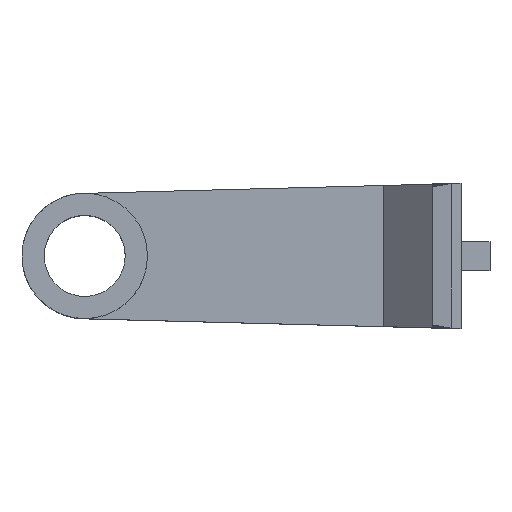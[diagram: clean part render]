
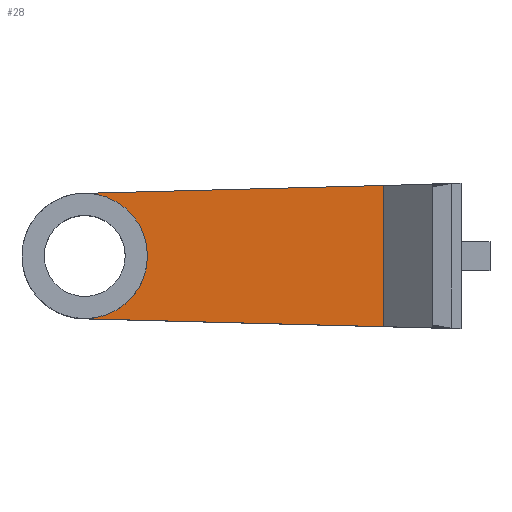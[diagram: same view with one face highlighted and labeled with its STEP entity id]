
A CAD part, top view. The second image highlights one B-rep face of the part: STEP entity #28.
In plain terms, the highlighted planar face has unit normal (0, 0, 1).
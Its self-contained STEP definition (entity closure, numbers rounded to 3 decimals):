
#28 = ADVANCED_FACE('',(#29),#43,.T.);
#29 = FACE_BOUND('',#30,.T.);
#30 = EDGE_LOOP('',(#31,#64,#92,#118,#147));
#31 = ORIENTED_EDGE('',*,*,#32,.F.);
#32 = EDGE_CURVE('',#33,#35,#37,.T.);
#33 = VERTEX_POINT('',#34);
#34 = CARTESIAN_POINT('',(31.,-7.316,5.5));
#35 = VERTEX_POINT('',#36);
#36 = CARTESIAN_POINT('',(0.01,-6.5,5.5));
#37 = SURFACE_CURVE('',#38,(#42,#53),.PCURVE_S1.);
#38 = LINE('',#39,#40);
#39 = CARTESIAN_POINT('',(5.455,-6.643,5.5));
#40 = VECTOR('',#41,1.);
#41 = DIRECTION('',(-1.,0.026,0.));
#42 = PCURVE('',#43,#48);
#43 = PLANE('',#44);
#44 = AXIS2_PLACEMENT_3D('',#45,#46,#47);
#45 = CARTESIAN_POINT('',(-9.,-15.,5.5));
#46 = DIRECTION('',(0.,0.,1.));
#47 = DIRECTION('',(1.,0.,0.));
#48 = DEFINITIONAL_REPRESENTATION('',(#49),#52);
#49 = B_SPLINE_CURVE_WITH_KNOTS('',1,(#50,#51),.UNSPECIFIED.,.F.,.F.,(2,
    2),(-35.057,9.645),.PIECEWISE_BEZIER_KNOTS.);
#50 = CARTESIAN_POINT('',(49.5,7.434));
#51 = CARTESIAN_POINT('',(4.813,8.61));
#52 = ( GEOMETRIC_REPRESENTATION_CONTEXT(2) 
PARAMETRIC_REPRESENTATION_CONTEXT() REPRESENTATION_CONTEXT('2D SPACE',''
  ) );
#53 = PCURVE('',#54,#59);
#54 = PLANE('',#55);
#55 = AXIS2_PLACEMENT_3D('',#56,#57,#58);
#56 = CARTESIAN_POINT('',(19.68,-7.018,8.831)
  );
#57 = DIRECTION('',(-0.026,-1.,
    0.));
#58 = DIRECTION('',(-1.,0.026,0.));
#59 = DEFINITIONAL_REPRESENTATION('',(#60),#63);
#60 = B_SPLINE_CURVE_WITH_KNOTS('',1,(#61,#62),.UNSPECIFIED.,.F.,.F.,(2,
    2),(-35.057,9.645),.PIECEWISE_BEZIER_KNOTS.);
#61 = CARTESIAN_POINT('',(-20.828,3.331));
#62 = CARTESIAN_POINT('',(23.875,3.331));
#63 = ( GEOMETRIC_REPRESENTATION_CONTEXT(2) 
PARAMETRIC_REPRESENTATION_CONTEXT() REPRESENTATION_CONTEXT('2D SPACE',''
  ) );
#64 = ORIENTED_EDGE('',*,*,#65,.T.);
#65 = EDGE_CURVE('',#33,#66,#68,.T.);
#66 = VERTEX_POINT('',#67);
#67 = CARTESIAN_POINT('',(31.,7.316,5.5));
#68 = SURFACE_CURVE('',#69,(#73,#80),.PCURVE_S1.);
#69 = LINE('',#70,#71);
#70 = CARTESIAN_POINT('',(31.,-7.447,5.5));
#71 = VECTOR('',#72,1.);
#72 = DIRECTION('',(0.,1.,0.));
#73 = PCURVE('',#43,#74);
#74 = DEFINITIONAL_REPRESENTATION('',(#75),#79);
#75 = LINE('',#76,#77);
#76 = CARTESIAN_POINT('',(40.,7.553));
#77 = VECTOR('',#78,1.);
#78 = DIRECTION('',(0.,1.));
#79 = ( GEOMETRIC_REPRESENTATION_CONTEXT(2) 
PARAMETRIC_REPRESENTATION_CONTEXT() REPRESENTATION_CONTEXT('2D SPACE',''
  ) );
#80 = PCURVE('',#81,#86);
#81 = PLANE('',#82);
#82 = AXIS2_PLACEMENT_3D('',#83,#84,#85);
#83 = CARTESIAN_POINT('',(33.5,-7.447,8.));
#84 = DIRECTION('',(-0.707,0.,0.707));
#85 = DIRECTION('',(-0.,-1.,-0.));
#86 = DEFINITIONAL_REPRESENTATION('',(#87),#91);
#87 = LINE('',#88,#89);
#88 = CARTESIAN_POINT('',(-0.,-3.536));
#89 = VECTOR('',#90,1.);
#90 = DIRECTION('',(-1.,0.));
#91 = ( GEOMETRIC_REPRESENTATION_CONTEXT(2) 
PARAMETRIC_REPRESENTATION_CONTEXT() REPRESENTATION_CONTEXT('2D SPACE',''
  ) );
#92 = ORIENTED_EDGE('',*,*,#93,.T.);
#93 = EDGE_CURVE('',#66,#94,#96,.T.);
#94 = VERTEX_POINT('',#95);
#95 = CARTESIAN_POINT('',(0.01,6.5,5.5));
#96 = SURFACE_CURVE('',#97,(#101,#107),.PCURVE_S1.);
#97 = LINE('',#98,#99);
#98 = CARTESIAN_POINT('',(5.06,6.633,5.5));
#99 = VECTOR('',#100,1.);
#100 = DIRECTION('',(-1.,-0.026,0.));
#101 = PCURVE('',#43,#102);
#102 = DEFINITIONAL_REPRESENTATION('',(#103),#106);
#103 = B_SPLINE_CURVE_WITH_KNOTS('',1,(#104,#105),.UNSPECIFIED.,.F.,.F.,
  (2,2),(-35.452,9.25),.PIECEWISE_BEZIER_KNOTS.);
#104 = CARTESIAN_POINT('',(49.5,22.566));
#105 = CARTESIAN_POINT('',(4.813,21.39));
#106 = ( GEOMETRIC_REPRESENTATION_CONTEXT(2) 
PARAMETRIC_REPRESENTATION_CONTEXT() REPRESENTATION_CONTEXT('2D SPACE',''
  ) );
#107 = PCURVE('',#108,#113);
#108 = PLANE('',#109);
#109 = AXIS2_PLACEMENT_3D('',#110,#111,#112);
#110 = CARTESIAN_POINT('',(19.68,7.018,8.831)
  );
#111 = DIRECTION('',(0.026,-1.,
    0.));
#112 = DIRECTION('',(-1.,-0.026,0.));
#113 = DEFINITIONAL_REPRESENTATION('',(#114),#117);
#114 = B_SPLINE_CURVE_WITH_KNOTS('',1,(#115,#116),.UNSPECIFIED.,.F.,.F.,
  (2,2),(-35.452,9.25),.PIECEWISE_BEZIER_KNOTS.);
#115 = CARTESIAN_POINT('',(-20.828,3.331));
#116 = CARTESIAN_POINT('',(23.875,3.331));
#117 = ( GEOMETRIC_REPRESENTATION_CONTEXT(2) 
PARAMETRIC_REPRESENTATION_CONTEXT() REPRESENTATION_CONTEXT('2D SPACE',''
  ) );
#118 = ORIENTED_EDGE('',*,*,#119,.F.);
#119 = EDGE_CURVE('',#120,#94,#122,.T.);
#120 = VERTEX_POINT('',#121);
#121 = CARTESIAN_POINT('',(6.5,0.,5.5));
#122 = SURFACE_CURVE('',#123,(#128,#135),.PCURVE_S1.);
#123 = CIRCLE('',#124,6.5);
#124 = AXIS2_PLACEMENT_3D('',#125,#126,#127);
#125 = CARTESIAN_POINT('',(0.,0.,5.5));
#126 = DIRECTION('',(0.,0.,1.));
#127 = DIRECTION('',(1.,0.,0.));
#128 = PCURVE('',#43,#129);
#129 = DEFINITIONAL_REPRESENTATION('',(#130),#134);
#130 = CIRCLE('',#131,6.5);
#131 = AXIS2_PLACEMENT_2D('',#132,#133);
#132 = CARTESIAN_POINT('',(9.,15.));
#133 = DIRECTION('',(1.,0.));
#134 = ( GEOMETRIC_REPRESENTATION_CONTEXT(2) 
PARAMETRIC_REPRESENTATION_CONTEXT() REPRESENTATION_CONTEXT('2D SPACE',''
  ) );
#135 = PCURVE('',#136,#141);
#136 = CYLINDRICAL_SURFACE('',#137,6.5);
#137 = AXIS2_PLACEMENT_3D('',#138,#139,#140);
#138 = CARTESIAN_POINT('',(0.,0.,5.5));
#139 = DIRECTION('',(0.,0.,1.));
#140 = DIRECTION('',(1.,0.,0.));
#141 = DEFINITIONAL_REPRESENTATION('',(#142),#146);
#142 = LINE('',#143,#144);
#143 = CARTESIAN_POINT('',(0.,0.));
#144 = VECTOR('',#145,1.);
#145 = DIRECTION('',(1.,0.));
#146 = ( GEOMETRIC_REPRESENTATION_CONTEXT(2) 
PARAMETRIC_REPRESENTATION_CONTEXT() REPRESENTATION_CONTEXT('2D SPACE',''
  ) );
#147 = ORIENTED_EDGE('',*,*,#148,.F.);
#148 = EDGE_CURVE('',#35,#120,#149,.T.);
#149 = SURFACE_CURVE('',#150,(#155,#162),.PCURVE_S1.);
#150 = CIRCLE('',#151,6.5);
#151 = AXIS2_PLACEMENT_3D('',#152,#153,#154);
#152 = CARTESIAN_POINT('',(0.,0.,5.5));
#153 = DIRECTION('',(0.,0.,1.));
#154 = DIRECTION('',(1.,0.,0.));
#155 = PCURVE('',#43,#156);
#156 = DEFINITIONAL_REPRESENTATION('',(#157),#161);
#157 = CIRCLE('',#158,6.5);
#158 = AXIS2_PLACEMENT_2D('',#159,#160);
#159 = CARTESIAN_POINT('',(9.,15.));
#160 = DIRECTION('',(1.,0.));
#161 = ( GEOMETRIC_REPRESENTATION_CONTEXT(2) 
PARAMETRIC_REPRESENTATION_CONTEXT() REPRESENTATION_CONTEXT('2D SPACE',''
  ) );
#162 = PCURVE('',#136,#163);
#163 = DEFINITIONAL_REPRESENTATION('',(#164),#168);
#164 = LINE('',#165,#166);
#165 = CARTESIAN_POINT('',(0.,0.));
#166 = VECTOR('',#167,1.);
#167 = DIRECTION('',(1.,0.));
#168 = ( GEOMETRIC_REPRESENTATION_CONTEXT(2) 
PARAMETRIC_REPRESENTATION_CONTEXT() REPRESENTATION_CONTEXT('2D SPACE',''
  ) );
